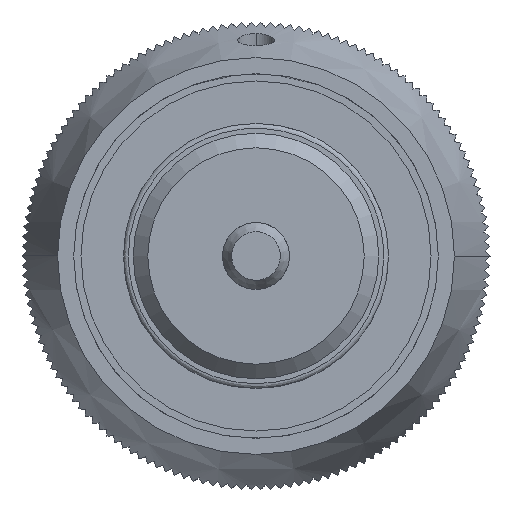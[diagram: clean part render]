
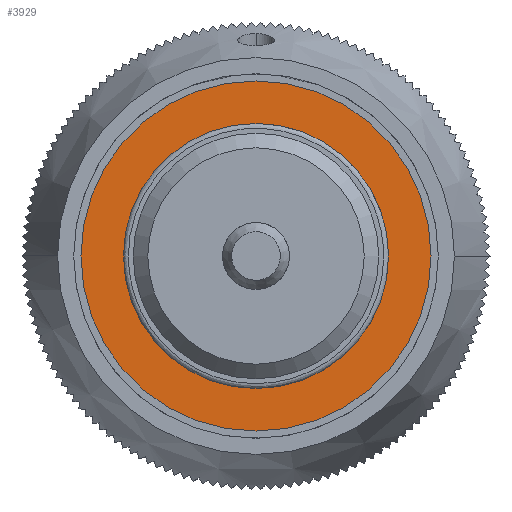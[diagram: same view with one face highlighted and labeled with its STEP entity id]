
A CAD part, front view. The second image highlights one B-rep face of the part: STEP entity #3929.
In plain terms, the highlighted planar face has unit normal (0, -1, 0).
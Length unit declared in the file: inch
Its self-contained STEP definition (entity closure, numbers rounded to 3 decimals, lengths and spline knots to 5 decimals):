
#830 = EDGE_LOOP ( 'NONE', ( #7156 ) ) ;
#2090 = DIRECTION ( 'NONE',  ( 0., -1., 0. ) ) ;
#2880 = VERTEX_POINT ( 'NONE', #11851 ) ;
#3392 = CARTESIAN_POINT ( 'NONE',  ( 0., -0.03937, 0. ) ) ;
#3929 = ADVANCED_FACE ( 'NONE', ( #10772, #8285 ), #7996, .T. ) ;
#4196 = AXIS2_PLACEMENT_3D ( 'NONE', #17408, #11413, #12796 ) ;
#4942 = CARTESIAN_POINT ( 'NONE',  ( -0.56693, -0.03937, 0. ) ) ;
#7156 = ORIENTED_EDGE ( 'NONE', *, *, #18790, .T. ) ;
#7490 = VERTEX_POINT ( 'NONE', #13718 ) ;
#7996 = PLANE ( 'NONE',  #10339 ) ;
#8285 = FACE_BOUND ( 'NONE', #830, .T. ) ;
#8771 = CIRCLE ( 'NONE', #12881, 0.39961 ) ;
#10339 = AXIS2_PLACEMENT_3D ( 'NONE', #4942, #2090, #12450 ) ;
#10772 = FACE_OUTER_BOUND ( 'NONE', #15826, .T. ) ;
#11413 = DIRECTION ( 'NONE',  ( 0., 1., 0. ) ) ;
#11851 = CARTESIAN_POINT ( 'NONE',  ( -0.39961, -0.03937, 0. ) ) ;
#12065 = DIRECTION ( 'NONE',  ( 0., 1., 0. ) ) ;
#12450 = DIRECTION ( 'NONE',  ( 1., 0., 0. ) ) ;
#12796 = DIRECTION ( 'NONE',  ( -1., 0., 0. ) ) ;
#12881 = AXIS2_PLACEMENT_3D ( 'NONE', #3392, #12065, #15414 ) ;
#13718 = CARTESIAN_POINT ( 'NONE',  ( -0.56693, -0.03937, 0. ) ) ;
#14925 = CIRCLE ( 'NONE', #4196, 0.56693 ) ;
#15330 = EDGE_CURVE ( 'NONE', #7490, #7490, #14925, .T. ) ;
#15414 = DIRECTION ( 'NONE',  ( -1., 0., 0. ) ) ;
#15826 = EDGE_LOOP ( 'NONE', ( #17779 ) ) ;
#17408 = CARTESIAN_POINT ( 'NONE',  ( 0., -0.03937, 0. ) ) ;
#17779 = ORIENTED_EDGE ( 'NONE', *, *, #15330, .F. ) ;
#18790 = EDGE_CURVE ( 'NONE', #2880, #2880, #8771, .T. ) ;
